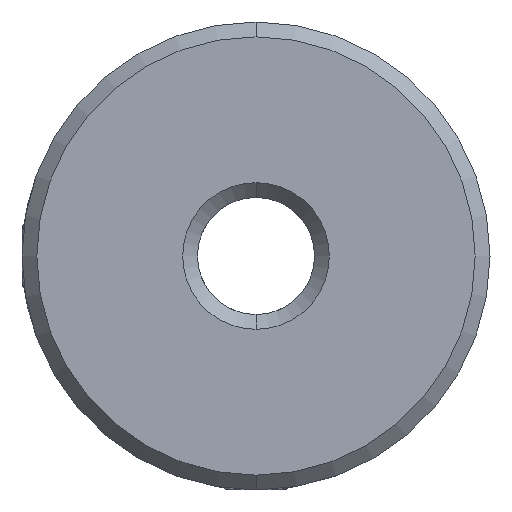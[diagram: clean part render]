
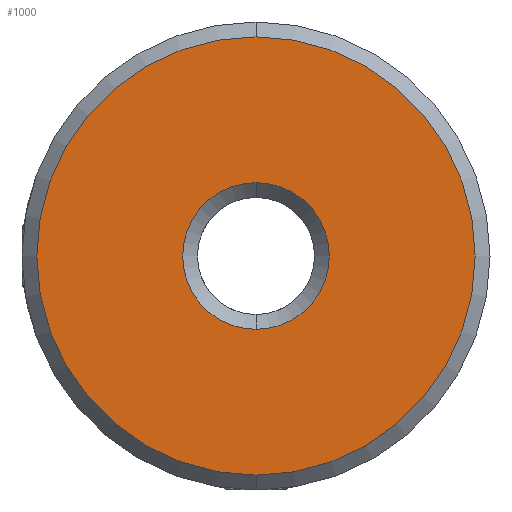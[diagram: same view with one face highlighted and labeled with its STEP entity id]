
A CAD part, left-side view. The second image highlights one B-rep face of the part: STEP entity #1000.
In plain terms, the highlighted planar face has unit normal (-1, 0, 0).
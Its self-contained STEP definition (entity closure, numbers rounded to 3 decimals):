
#154 = EDGE_LOOP ( 'NONE', ( #614, #616 ) ) ;
#206 = EDGE_LOOP ( 'NONE', ( #610, #612 ) ) ;
#265 = CIRCLE ( 'NONE', #2573, 5.619 ) ;
#394 = EDGE_CURVE ( 'NONE', #1896, #1897, #265, .T. ) ;
#610 = ORIENTED_EDGE ( 'NONE', *, *, #695, .T. ) ;
#612 = ORIENTED_EDGE ( 'NONE', *, *, #394, .T. ) ;
#614 = ORIENTED_EDGE ( 'NONE', *, *, #663, .T. ) ;
#616 = ORIENTED_EDGE ( 'NONE', *, *, #2560, .T. ) ;
#663 = EDGE_CURVE ( 'NONE', #1895, #1894, #1215, .T. ) ;
#695 = EDGE_CURVE ( 'NONE', #1897, #1896, #1233, .T. ) ;
#1000 = ADVANCED_FACE ( 'NONE', ( #3495, #3498 ), #3128, .F. ) ;
#1215 = CIRCLE ( 'NONE', #2650, 1.881 ) ;
#1233 = CIRCLE ( 'NONE', #2661, 5.619 ) ;
#1894 = VERTEX_POINT ( 'NONE', #4319 ) ;
#1895 = VERTEX_POINT ( 'NONE', #4320 ) ;
#1896 = VERTEX_POINT ( 'NONE', #4321 ) ;
#1897 = VERTEX_POINT ( 'NONE', #4322 ) ;
#1987 = DIRECTION ( 'NONE',  ( -1., 0., 0. ) ) ;
#1989 = CARTESIAN_POINT ( 'NONE',  ( -11.75, 0., 0. ) ) ;
#1990 = DIRECTION ( 'NONE',  ( 0., 0., -1. ) ) ;
#2560 = EDGE_CURVE ( 'NONE', #1894, #1895, #4851, .T. ) ;
#2573 = AXIS2_PLACEMENT_3D ( 'NONE', #1989, #1987, #1990 ) ;
#2650 = AXIS2_PLACEMENT_3D ( 'NONE', #2809, #2811, #2812 ) ;
#2661 = AXIS2_PLACEMENT_3D ( 'NONE', #2848, #2853, #2854 ) ;
#2698 = AXIS2_PLACEMENT_3D ( 'NONE', #3131, #3142, #3143 ) ;
#2809 = CARTESIAN_POINT ( 'NONE',  ( -11.75, 0., 0. ) ) ;
#2811 = DIRECTION ( 'NONE',  ( 1., 0., 0. ) ) ;
#2812 = DIRECTION ( 'NONE',  ( 0., 0., -1. ) ) ;
#2848 = CARTESIAN_POINT ( 'NONE',  ( -11.75, 0., 0. ) ) ;
#2853 = DIRECTION ( 'NONE',  ( -1., 0., 0. ) ) ;
#2854 = DIRECTION ( 'NONE',  ( 0., 0., -1. ) ) ;
#3128 = PLANE ( 'NONE',  #2698 ) ;
#3131 = CARTESIAN_POINT ( 'NONE',  ( -11.75, 0., 0. ) ) ;
#3142 = DIRECTION ( 'NONE',  ( 1., 0., 0. ) ) ;
#3143 = DIRECTION ( 'NONE',  ( 0., 0., -1. ) ) ;
#3495 = FACE_OUTER_BOUND ( 'NONE', #206, .T. ) ;
#3498 = FACE_BOUND ( 'NONE', #154, .T. ) ;
#4319 = CARTESIAN_POINT ( 'NONE',  ( -11.75, 0., -1.881 ) ) ;
#4320 = CARTESIAN_POINT ( 'NONE',  ( -11.75, 0., 1.881 ) ) ;
#4321 = CARTESIAN_POINT ( 'NONE',  ( -11.75, 0., 5.619 ) ) ;
#4322 = CARTESIAN_POINT ( 'NONE',  ( -11.75, 0., -5.619 ) ) ;
#4577 = AXIS2_PLACEMENT_3D ( 'NONE', #5189, #5203, #5204 ) ;
#4851 = CIRCLE ( 'NONE', #4577, 1.881 ) ;
#5189 = CARTESIAN_POINT ( 'NONE',  ( -11.75, 0., 0. ) ) ;
#5203 = DIRECTION ( 'NONE',  ( 1., 0., 0. ) ) ;
#5204 = DIRECTION ( 'NONE',  ( 0., 0., -1. ) ) ;
